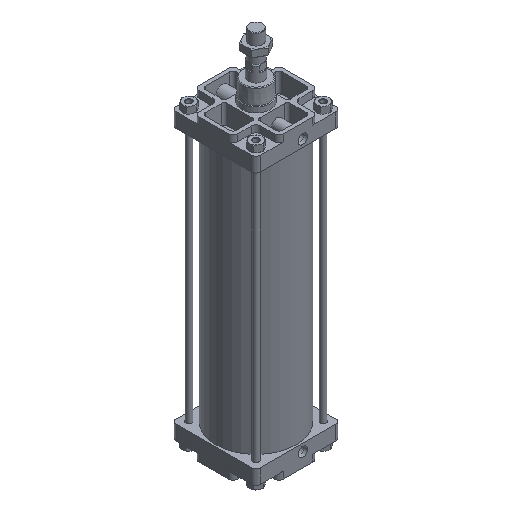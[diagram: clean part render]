
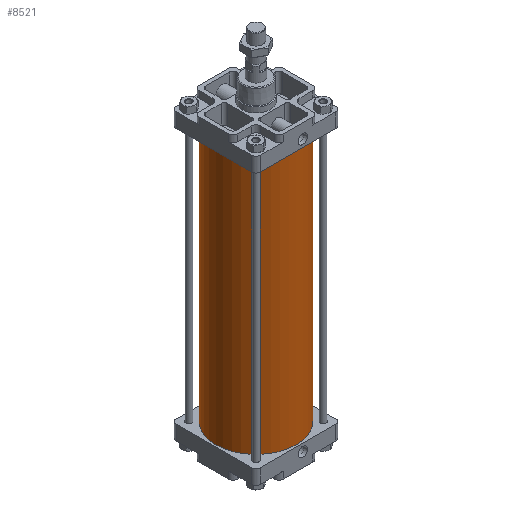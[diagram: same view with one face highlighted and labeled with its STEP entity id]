
A CAD part, isometric view. The second image highlights one B-rep face of the part: STEP entity #8521.
In plain terms, the highlighted cylindrical face has radius 105 mm (diameter 210 mm), a full revolution.
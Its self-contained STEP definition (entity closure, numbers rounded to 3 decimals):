
#48=CYLINDRICAL_SURFACE('',#9063,105.);
#615=CIRCLE('',#9062,105.);
#616=CIRCLE('',#9064,105.);
#1159=ORIENTED_EDGE('',*,*,#2925,.F.);
#1160=ORIENTED_EDGE('',*,*,#2924,.T.);
#2924=EDGE_CURVE('',#3765,#3765,#615,.F.);
#2925=EDGE_CURVE('',#3766,#3766,#616,.T.);
#3765=VERTEX_POINT('',#12338);
#3766=VERTEX_POINT('',#12341);
#4834=EDGE_LOOP('',(#1159));
#4835=EDGE_LOOP('',(#1160));
#5334=FACE_BOUND('',#4834,.T.);
#5335=FACE_BOUND('',#4835,.T.);
#8521=ADVANCED_FACE('',(#5334,#5335),#48,.T.);
#9062=AXIS2_PLACEMENT_3D('',#12337,#10093,#10094);
#9063=AXIS2_PLACEMENT_3D('',#12339,#10095,#10096);
#9064=AXIS2_PLACEMENT_3D('',#12340,#10097,#10098);
#10093=DIRECTION('',(0.,0.,1.));
#10094=DIRECTION('',(1.,0.,0.));
#10095=DIRECTION('',(0.,0.,-1.));
#10096=DIRECTION('',(-1.,0.,0.));
#10097=DIRECTION('',(0.,0.,-1.));
#10098=DIRECTION('',(-1.,0.,0.));
#12337=CARTESIAN_POINT('',(0.,0.,-56.));
#12338=CARTESIAN_POINT('',(105.,0.,-56.));
#12339=CARTESIAN_POINT('',(0.,0.,-724.));
#12340=CARTESIAN_POINT('',(0.,0.,-724.));
#12341=CARTESIAN_POINT('',(-105.,0.,-724.));
